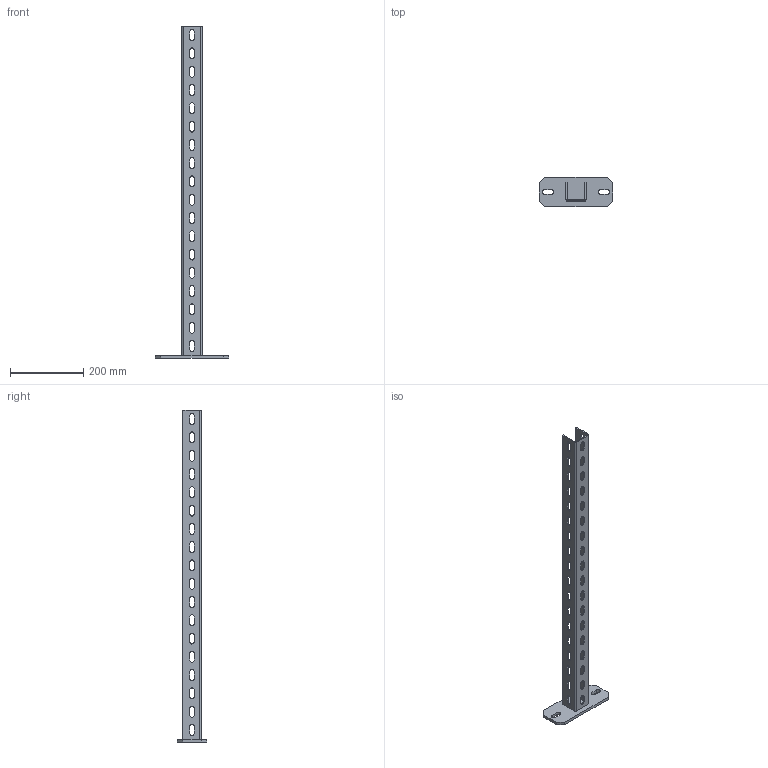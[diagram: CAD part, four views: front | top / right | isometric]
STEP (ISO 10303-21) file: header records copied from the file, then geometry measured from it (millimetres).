
FILE_DESCRIPTION((''),'2;1');
FILE_NAME('WPCT900N_ASM','2020-05-05T12:14:45',('tomasz.grudniewski'),(''),'CREO PARAMETRIC BY PTC INC, 2018400','CREO PARAMETRIC BY PTC INC, 2018400','');
FILE_SCHEMA(('CONFIG_CONTROL_DESIGN'));
Length unit declared in the file: millimetre
Products named in the file (3): PODSTAWA_WPCT_PRT; WPCT900_PRT; WPCT900N_ASM
Assembly tree (2 placements, depth 2):
  WPCT900N_ASM
    PODSTAWA_WPCT_PRT
    WPCT900_PRT
Bounding box: 200 x 80 x 908 mm (x, y, z)
Volume: 461932.3 mm3; surface area: 282096.4 mm2
Topology: 2 solids, 2 shells, 248 faces, 732 edges, 488 vertices
Faces by surface type: plane 132, cylinder 116
Entity records: 8640 total; most frequent: CARTESIAN_POINT 1473, DIRECTION 1470, ORIENTED_EDGE 1464, EDGE_CURVE 732, VECTOR 500, LINE 500, VERTEX_POINT 488, AXIS2_PLACEMENT_3D 485
